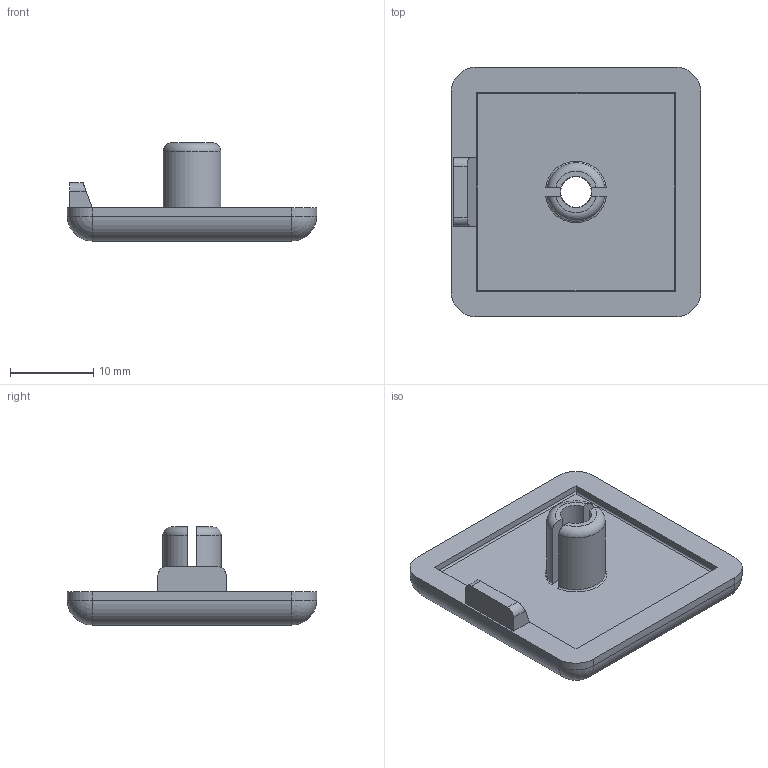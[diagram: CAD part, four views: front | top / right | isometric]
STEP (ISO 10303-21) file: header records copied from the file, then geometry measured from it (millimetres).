
FILE_DESCRIPTION (( 'STEP AP214' ), '1' );
FILE_NAME ('091065.STEP', '2014-08-21T14:06:17', ( '' ), ( '' ), 'SwSTEP 2.0', 'SolidWorks 2014', '' );
FILE_SCHEMA (( 'AUTOMOTIVE_DESIGN' ));
Length unit declared in the file: millimetre
Products named in the file (1): 091065
Bounding box: 30 x 30 x 11.8 mm (x, y, z)
Volume: 2951.3 mm3; surface area: 2544.2 mm2
Topology: 1 solids, 1 shells, 53 faces, 131 edges, 78 vertices
Faces by surface type: plane 23, cylinder 20, torus 4, sphere 4, cone 2
Entity records: 1599 total; most frequent: CARTESIAN_POINT 333, DIRECTION 261, ORIENTED_EDGE 254, EDGE_CURVE 127, AXIS2_PLACEMENT_3D 94, VERTEX_POINT 78, VECTOR 73, LINE 73
